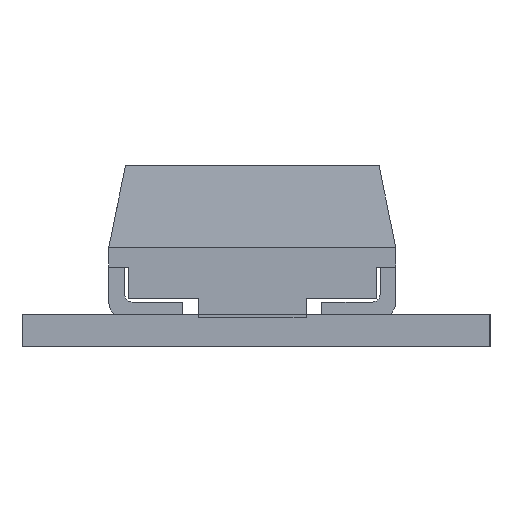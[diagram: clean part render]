
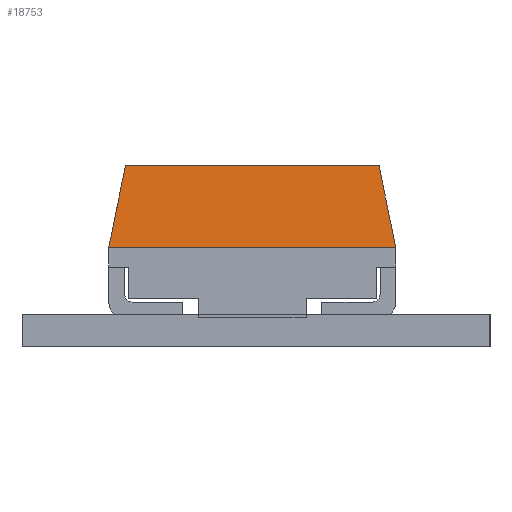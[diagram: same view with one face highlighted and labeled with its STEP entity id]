
A CAD part, left-side view. The second image highlights one B-rep face of the part: STEP entity #18753.
In plain terms, the highlighted planar face has unit normal (-0.994, 0, 0.109).
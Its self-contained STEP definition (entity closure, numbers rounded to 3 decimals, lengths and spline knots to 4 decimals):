
#18463 = VERTEX_POINT('',#18464);
#18464 = CARTESIAN_POINT('',(0.419,1.208,
    0.855));
#18470 = EDGE_CURVE('',#18463,#18471,#18473,.T.);
#18471 = VERTEX_POINT('',#18472);
#18472 = CARTESIAN_POINT('',(0.419,4.888,0.855
    ));
#18473 = LINE('',#18474,#18475);
#18474 = CARTESIAN_POINT('',(0.419,1.208,
    0.855));
#18475 = VECTOR('',#18476,1.);
#18476 = DIRECTION('',(0.,1.,0.));
#18688 = VERTEX_POINT('',#18689);
#18689 = CARTESIAN_POINT('',(0.534,4.673,
    1.905));
#18695 = EDGE_CURVE('',#18696,#18688,#18698,.T.);
#18696 = VERTEX_POINT('',#18697);
#18697 = CARTESIAN_POINT('',(0.534,1.423,1.905
    ));
#18698 = LINE('',#18699,#18700);
#18699 = CARTESIAN_POINT('',(0.534,1.423,1.905
    ));
#18700 = VECTOR('',#18701,1.);
#18701 = DIRECTION('',(0.,1.,0.));
#18724 = EDGE_CURVE('',#18688,#18471,#18725,.T.);
#18725 = LINE('',#18726,#18727);
#18726 = CARTESIAN_POINT('',(0.534,4.673,
    1.905));
#18727 = VECTOR('',#18728,1.);
#18728 = DIRECTION('',(-0.107,0.199,-0.974));
#18741 = EDGE_CURVE('',#18696,#18463,#18742,.T.);
#18742 = LINE('',#18743,#18744);
#18743 = CARTESIAN_POINT('',(0.534,1.423,1.905
    ));
#18744 = VECTOR('',#18745,1.);
#18745 = DIRECTION('',(-0.107,-0.199,-0.974));
#18753 = ADVANCED_FACE('',(#18754),#18760,.T.);
#18754 = FACE_BOUND('',#18755,.T.);
#18755 = EDGE_LOOP('',(#18756,#18757,#18758,#18759));
#18756 = ORIENTED_EDGE('',*,*,#18695,.T.);
#18757 = ORIENTED_EDGE('',*,*,#18724,.T.);
#18758 = ORIENTED_EDGE('',*,*,#18470,.F.);
#18759 = ORIENTED_EDGE('',*,*,#18741,.F.);
#18760 = PLANE('',#18761);
#18761 = AXIS2_PLACEMENT_3D('',#18762,#18763,#18764);
#18762 = CARTESIAN_POINT('',(0.534,1.423,1.905
    ));
#18763 = DIRECTION('',(-0.994,0.,
    0.109));
#18764 = DIRECTION('',(0.,-1.,0.));
